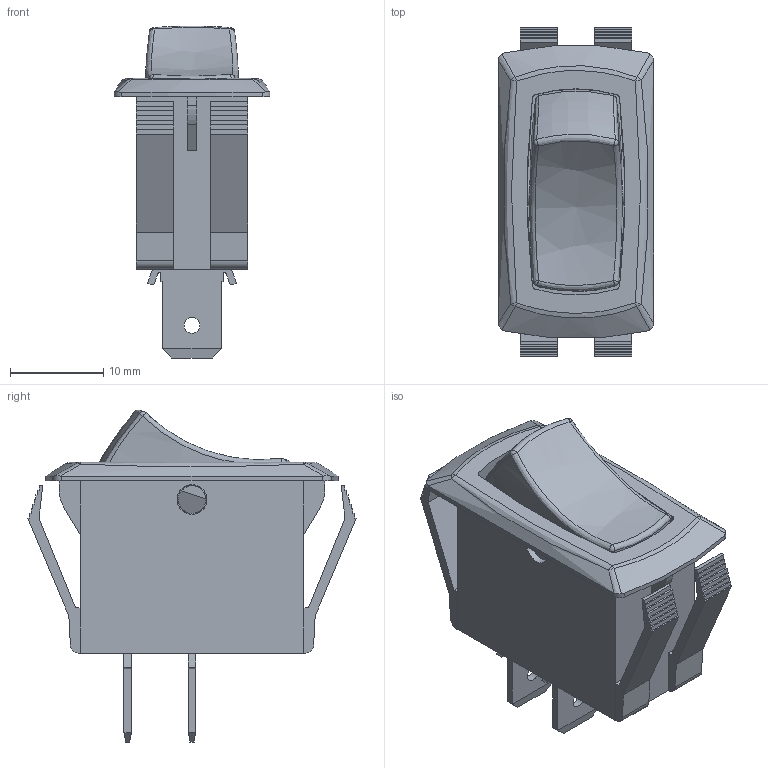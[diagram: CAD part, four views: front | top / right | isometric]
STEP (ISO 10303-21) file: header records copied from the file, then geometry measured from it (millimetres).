
FILE_DESCRIPTION(/* description */ (''),/* implementation_level */ '2;1');
FILE_NAME(/* name */ 'RSC441Dxx00.stp',/* time_stamp */ '2021-05-17T09:28:07-05:00',/* author */ ('mwilliams'),/* organization */ (''),/* preprocessor_version */ 'ST-DEVELOPER v18',/* originating_system */ 'Autodesk Inventor 2020',/* authorisation */ '');
FILE_SCHEMA (('AUTOMOTIVE_DESIGN { 1 0 10303 214 3 1 1 }'));
Length unit declared in the file: inch
Products named in the file (1): 14-RSC441D1000146_Shrinkwrap_1
Bounding box: 16.7 x 35.2 x 35.6 mm (x, y, z)
Volume: 4260.7 mm3; surface area: 5522 mm2
Topology: 4 solids, 4 shells, 888 faces, 2446 edges, 1618 vertices
Faces by surface type: plane 509, bspline 315, cylinder 54, sphere 8, torus 2
Full cylindrical faces by diameter (mm): 1.7 x2, 2.95 x2, 3.2 x2
Entity records: 31198 total; most frequent: CARTESIAN_POINT 10677, ORIENTED_EDGE 4884, DIRECTION 3056, EDGE_CURVE 2442, LINE 1632, VECTOR 1632, VERTEX_POINT 1618, EDGE_LOOP 952
